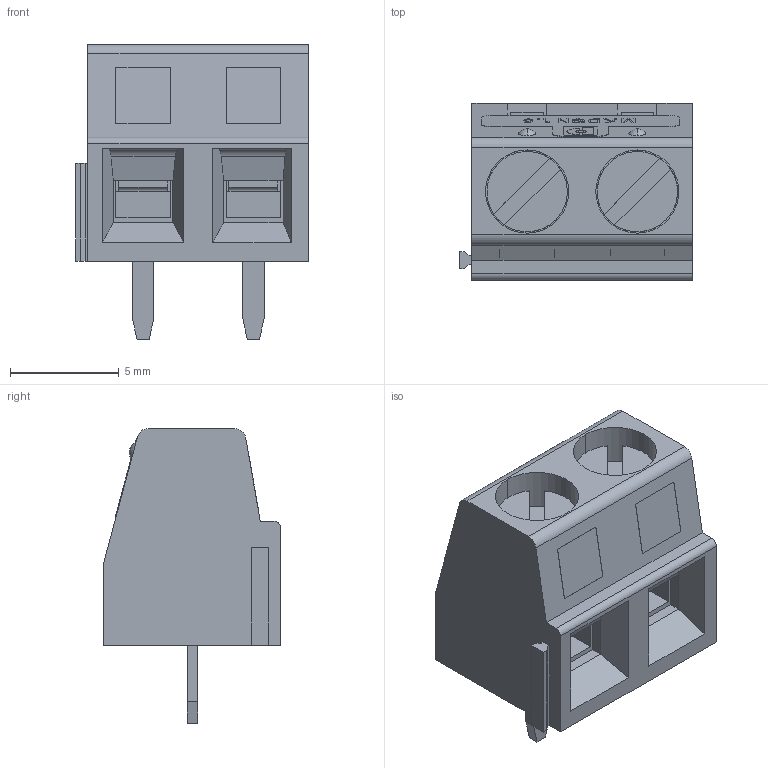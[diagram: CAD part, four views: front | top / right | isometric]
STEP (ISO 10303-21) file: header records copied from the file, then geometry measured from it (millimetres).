
FILE_DESCRIPTION(('STEP AP214'),'1');
FILE_NAME('cctmp_348034C1-CDE6-46EA-BA64-359A6C351279_2023_03_27_05_08_30_0196_228..stp','2023-03-27T05:08:30',('PHOENIX CONTACT Deutschland GmbH'),('CADClick - www.CADClick.com'),'Spatial InterOp 3D',' ','unknown authorization');
FILE_SCHEMA(('AUTOMOTIVE_DESIGN'));
Length unit declared in the file: millimetre
Products named in the file (10): 2023_03_27_05_08_29_0759; 2023_03_27_05_08_30_0196; 2023_03_27_05_08_30_0181; 2023_03_27_05_08_30_0165; 2023_03_27_05_08_30_0149; 2023_03_27_05_08_30_0134; 2023_03_27_05_08_30_0118; 2023_03_27_05_08_30_0103; 2023_03_27_05_08_30_0087; 2023_03_27_05_08_30_0056
Assembly tree (9 placements, depth 2):
  2023_03_27_05_08_29_0759
    2023_03_27_05_08_30_0196
    2023_03_27_05_08_30_0181
    2023_03_27_05_08_30_0165
    2023_03_27_05_08_30_0149
    2023_03_27_05_08_30_0134
    2023_03_27_05_08_30_0118
    2023_03_27_05_08_30_0103
    2023_03_27_05_08_30_0087
    2023_03_27_05_08_30_0056
Bounding box: 10.72 x 8.15 x 13.57 mm (x, y, z)
Volume: 518.8 mm3; surface area: 1435 mm2
Topology: 9 solids, 9 shells, 534 faces, 1476 edges, 976 vertices
Faces by surface type: plane 458, cylinder 65, sphere 6, extrusion 5
Entity records: 23298 total; most frequent: CARTESIAN_POINT 3255, ORIENTED_EDGE 2952, DIRECTION 2715, EDGE_CURVE 1476, VECTOR 1305, LINE 1300, VERTEX_POINT 976, STYLED_ITEM 877
